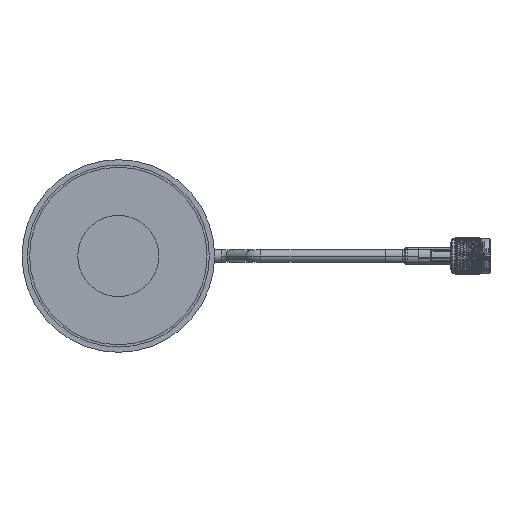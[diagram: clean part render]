
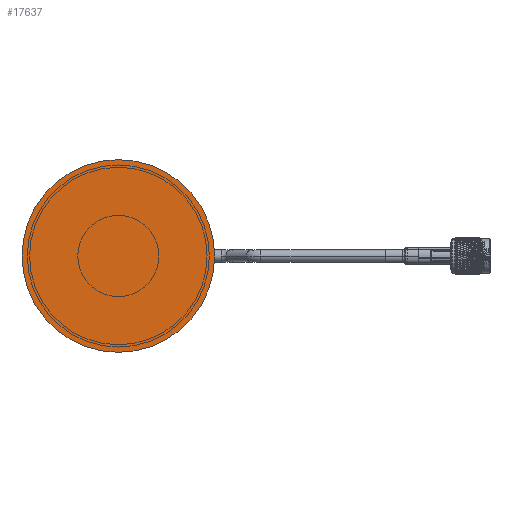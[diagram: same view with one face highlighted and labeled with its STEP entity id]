
A CAD part, front view. The second image highlights one B-rep face of the part: STEP entity #17637.
In plain terms, the highlighted planar face has unit normal (0, -1, 0).
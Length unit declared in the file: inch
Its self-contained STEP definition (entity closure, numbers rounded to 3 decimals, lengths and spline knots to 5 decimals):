
#4966 = CARTESIAN_POINT ( 'NONE',  ( 0., -0.00984, 0. ) ) ;
#5188 = VERTEX_POINT ( 'NONE', #59082 ) ;
#6102 = DIRECTION ( 'NONE',  ( 0., 1., 0. ) ) ;
#8532 = DIRECTION ( 'NONE',  ( 0., 1., 0. ) ) ;
#10751 = AXIS2_PLACEMENT_3D ( 'NONE', #35439, #8532, #52578 ) ;
#17333 = CARTESIAN_POINT ( 'NONE',  ( 0., -0.00984, -1.49606 ) ) ;
#17637 = ADVANCED_FACE ( 'NONE', ( #18804 ), #36522, .F. ) ;
#18804 = FACE_OUTER_BOUND ( 'NONE', #81217, .T. ) ;
#19718 = ORIENTED_EDGE ( 'NONE', *, *, #63579, .F. ) ;
#35439 = CARTESIAN_POINT ( 'NONE',  ( 0., -0.00984, 0. ) ) ;
#36522 = PLANE ( 'NONE',  #93047 ) ;
#37632 = DIRECTION ( 'NONE',  ( 0., 1., 0. ) ) ;
#40402 = DIRECTION ( 'NONE',  ( 0., 0., -1. ) ) ;
#43512 = VERTEX_POINT ( 'NONE', #17333 ) ;
#44130 = CIRCLE ( 'NONE', #84220, 1.49606 ) ;
#52578 = DIRECTION ( 'NONE',  ( 0., 0., -1. ) ) ;
#59082 = CARTESIAN_POINT ( 'NONE',  ( 0., -0.00984, 1.49606 ) ) ;
#63579 = EDGE_CURVE ( 'NONE', #5188, #43512, #102092, .T. ) ;
#63921 = DIRECTION ( 'NONE',  ( 0., 0., 1. ) ) ;
#69905 = ORIENTED_EDGE ( 'NONE', *, *, #95691, .F. ) ;
#81217 = EDGE_LOOP ( 'NONE', ( #69905, #19718 ) ) ;
#84220 = AXIS2_PLACEMENT_3D ( 'NONE', #4966, #6102, #40402 ) ;
#93047 = AXIS2_PLACEMENT_3D ( 'NONE', #97090, #37632, #63921 ) ;
#95691 = EDGE_CURVE ( 'NONE', #43512, #5188, #44130, .T. ) ;
#97090 = CARTESIAN_POINT ( 'NONE',  ( 0., -0.00984, 0. ) ) ;
#102092 = CIRCLE ( 'NONE', #10751, 1.49606 ) ;
